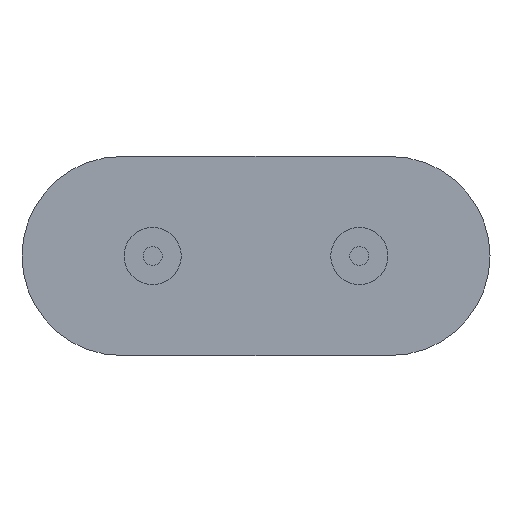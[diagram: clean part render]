
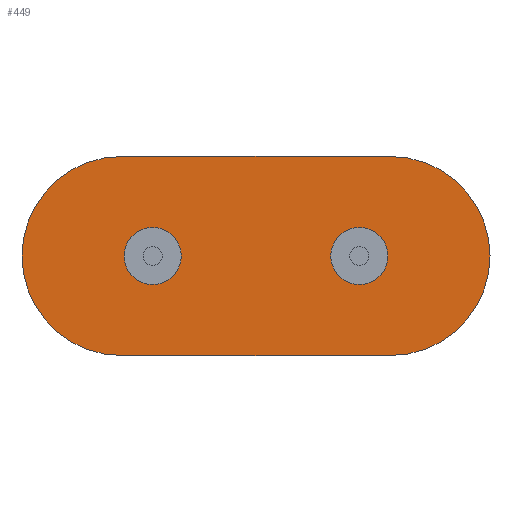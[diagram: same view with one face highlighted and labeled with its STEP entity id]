
A CAD part, front view. The second image highlights one B-rep face of the part: STEP entity #449.
In plain terms, the highlighted planar face has unit normal (0, -1, 0).
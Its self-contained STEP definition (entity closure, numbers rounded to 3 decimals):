
#19 = FACE_BOUND ( 'NONE', #416, .T. ) ;
#20 = VERTEX_POINT ( 'NONE', #1097 ) ;
#61 = ORIENTED_EDGE ( 'NONE', *, *, #650, .F. ) ;
#77 = EDGE_LOOP ( 'NONE', ( #1015, #685, #539, #496 ) ) ;
#93 = FACE_OUTER_BOUND ( 'NONE', #77, .T. ) ;
#120 = EDGE_LOOP ( 'NONE', ( #133, #817 ) ) ;
#121 = EDGE_CURVE ( 'NONE', #1113, #1125, #682, .T. ) ;
#133 = ORIENTED_EDGE ( 'NONE', *, *, #998, .F. ) ;
#144 = EDGE_CURVE ( 'NONE', #20, #1113, #1034, .T. ) ;
#147 = CARTESIAN_POINT ( 'NONE',  ( -2.44, 12.7, 0. ) ) ;
#170 = DIRECTION ( 'NONE',  ( 0., 1., 0. ) ) ;
#190 = VECTOR ( 'NONE', #863, 1000. ) ;
#202 = CARTESIAN_POINT ( 'NONE',  ( -3.175, 12.7, -2.35 ) ) ;
#206 = CARTESIAN_POINT ( 'NONE',  ( -3.175, 12.7, 0. ) ) ;
#235 = ORIENTED_EDGE ( 'NONE', *, *, #886, .F. ) ;
#243 = AXIS2_PLACEMENT_3D ( 'NONE', #874, #347, #438 ) ;
#253 = CARTESIAN_POINT ( 'NONE',  ( -3.175, 12.7, 0. ) ) ;
#254 = AXIS2_PLACEMENT_3D ( 'NONE', #295, #469, #900 ) ;
#295 = CARTESIAN_POINT ( 'NONE',  ( 2.44, 12.7, 0. ) ) ;
#314 = CARTESIAN_POINT ( 'NONE',  ( -2.44, 12.7, 0.675 ) ) ;
#346 = EDGE_CURVE ( 'NONE', #764, #747, #461, .T. ) ;
#347 = DIRECTION ( 'NONE',  ( 0., 1., 0. ) ) ;
#392 = DIRECTION ( 'NONE',  ( 0., 0., 1. ) ) ;
#416 = EDGE_LOOP ( 'NONE', ( #61, #235 ) ) ;
#429 = LINE ( 'NONE', #933, #190 ) ;
#438 = DIRECTION ( 'NONE',  ( 0., 0., 1. ) ) ;
#449 = ADVANCED_FACE ( 'NONE', ( #811, #19, #93 ), #516, .F. ) ;
#452 = CARTESIAN_POINT ( 'NONE',  ( 2.44, 12.7, 0.675 ) ) ;
#461 = CIRCLE ( 'NONE', #973, 0.675 ) ;
#469 = DIRECTION ( 'NONE',  ( 0., -1., 0. ) ) ;
#489 = AXIS2_PLACEMENT_3D ( 'NONE', #620, #1049, #537 ) ;
#495 = EDGE_CURVE ( 'NONE', #1125, #1048, #429, .T. ) ;
#496 = ORIENTED_EDGE ( 'NONE', *, *, #495, .F. ) ;
#516 = PLANE ( 'NONE',  #1037 ) ;
#530 = CARTESIAN_POINT ( 'NONE',  ( 2.44, 12.7, -0.675 ) ) ;
#537 = DIRECTION ( 'NONE',  ( 0., 0., -1. ) ) ;
#539 = ORIENTED_EDGE ( 'NONE', *, *, #879, .F. ) ;
#551 = VERTEX_POINT ( 'NONE', #530 ) ;
#620 = CARTESIAN_POINT ( 'NONE',  ( -2.44, 12.7, 0. ) ) ;
#624 = CARTESIAN_POINT ( 'NONE',  ( 3.175, 12.7, 2.35 ) ) ;
#638 = CIRCLE ( 'NONE', #254, 0.675 ) ;
#650 = EDGE_CURVE ( 'NONE', #551, #1050, #638, .T. ) ;
#677 = DIRECTION ( 'NONE',  ( 0., 0., -1. ) ) ;
#682 = CIRCLE ( 'NONE', #1044, 2.35 ) ;
#685 = ORIENTED_EDGE ( 'NONE', *, *, #144, .F. ) ;
#747 = VERTEX_POINT ( 'NONE', #832 ) ;
#764 = VERTEX_POINT ( 'NONE', #314 ) ;
#785 = CIRCLE ( 'NONE', #489, 0.675 ) ;
#811 = FACE_BOUND ( 'NONE', #120, .T. ) ;
#813 = VECTOR ( 'NONE', #905, 1000. ) ;
#814 = DIRECTION ( 'NONE',  ( 0., 1., 0. ) ) ;
#817 = ORIENTED_EDGE ( 'NONE', *, *, #346, .F. ) ;
#832 = CARTESIAN_POINT ( 'NONE',  ( -2.44, 12.7, -0.675 ) ) ;
#863 = DIRECTION ( 'NONE',  ( 1., 0., 0. ) ) ;
#874 = CARTESIAN_POINT ( 'NONE',  ( 3.175, 12.7, 0. ) ) ;
#879 = EDGE_CURVE ( 'NONE', #1048, #20, #932, .T. ) ;
#881 = AXIS2_PLACEMENT_3D ( 'NONE', #1028, #1018, #938 ) ;
#886 = EDGE_CURVE ( 'NONE', #1050, #551, #1032, .T. ) ;
#900 = DIRECTION ( 'NONE',  ( 0., 0., -1. ) ) ;
#905 = DIRECTION ( 'NONE',  ( -1., 0., 0. ) ) ;
#908 = CARTESIAN_POINT ( 'NONE',  ( -3.175, 12.7, 2.35 ) ) ;
#912 = CARTESIAN_POINT ( 'NONE',  ( -3.175, 12.7, -2.35 ) ) ;
#932 = CIRCLE ( 'NONE', #243, 2.35 ) ;
#933 = CARTESIAN_POINT ( 'NONE',  ( -3.175, 12.7, 2.35 ) ) ;
#938 = DIRECTION ( 'NONE',  ( 0., 0., -1. ) ) ;
#973 = AXIS2_PLACEMENT_3D ( 'NONE', #147, #1086, #677 ) ;
#998 = EDGE_CURVE ( 'NONE', #747, #764, #785, .T. ) ;
#1015 = ORIENTED_EDGE ( 'NONE', *, *, #121, .F. ) ;
#1017 = DIRECTION ( 'NONE',  ( 0., 0., 1. ) ) ;
#1018 = DIRECTION ( 'NONE',  ( 0., -1., 0. ) ) ;
#1028 = CARTESIAN_POINT ( 'NONE',  ( 2.44, 12.7, 0. ) ) ;
#1032 = CIRCLE ( 'NONE', #881, 0.675 ) ;
#1034 = LINE ( 'NONE', #912, #813 ) ;
#1037 = AXIS2_PLACEMENT_3D ( 'NONE', #253, #170, #1017 ) ;
#1044 = AXIS2_PLACEMENT_3D ( 'NONE', #206, #814, #392 ) ;
#1048 = VERTEX_POINT ( 'NONE', #624 ) ;
#1049 = DIRECTION ( 'NONE',  ( 0., -1., 0. ) ) ;
#1050 = VERTEX_POINT ( 'NONE', #452 ) ;
#1086 = DIRECTION ( 'NONE',  ( 0., -1., 0. ) ) ;
#1097 = CARTESIAN_POINT ( 'NONE',  ( 3.175, 12.7, -2.35 ) ) ;
#1113 = VERTEX_POINT ( 'NONE', #202 ) ;
#1125 = VERTEX_POINT ( 'NONE', #908 ) ;
